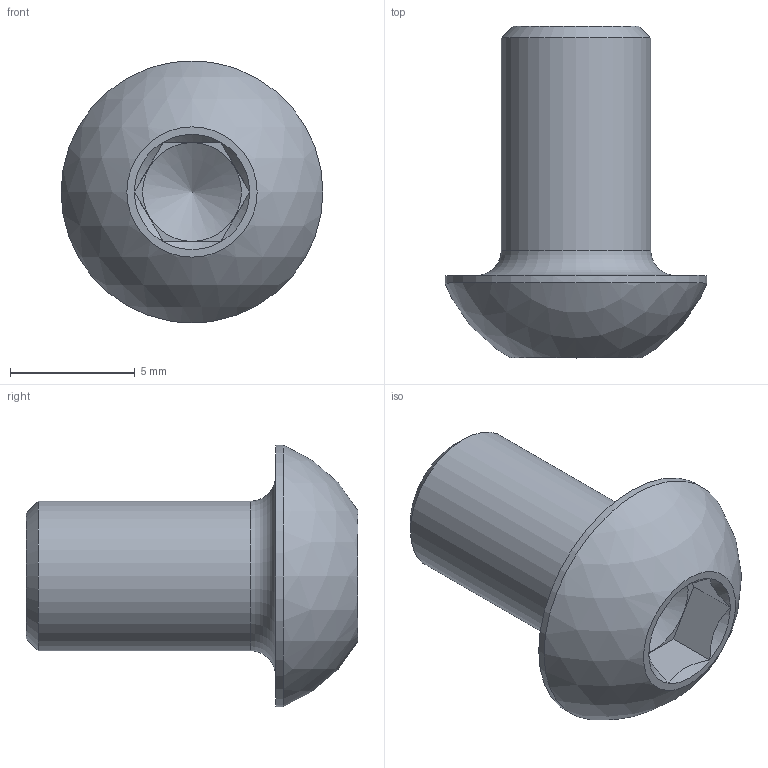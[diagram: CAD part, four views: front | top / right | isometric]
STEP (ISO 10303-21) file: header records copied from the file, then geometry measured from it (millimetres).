
FILE_DESCRIPTION (( 'STEP AP203' ), '1' );
FILE_NAME ('58346-240-10.step', '2020-01-17T11:47:42', ( '' ), ( '' ), 'SwSTEP 2.0', 'SolidWorks 2015', '' );
FILE_SCHEMA (( 'CONFIG_CONTROL_DESIGN' ));
Length unit declared in the file: millimetre
Products named in the file (2): 58346-240-10
Bounding box: 10.5 x 13.3 x 10.5 mm (x, y, z)
Volume: 453.3 mm3; surface area: 430 mm2
Topology: 1 solids, 1 shells, 284 faces, 735 edges, 487 vertices
Faces by surface type: plane 152, bspline 120, cone 8, cylinder 2, sphere 1, torus 1
Full cylindrical faces by diameter (mm): 6 x1, 10.5 x1
Entity records: 15600 total; most frequent: CARTESIAN_POINT 9356, ORIENTED_EDGE 1456, DIRECTION 828, EDGE_CURVE 728, VERTEX_POINT 484, LINE 468, VECTOR 468, EDGE_LOOP 322
